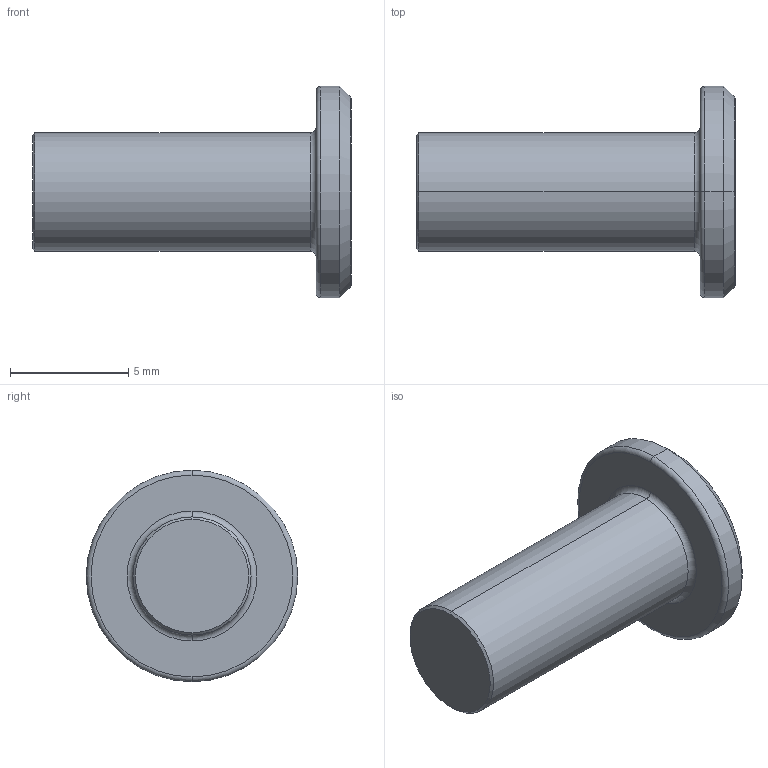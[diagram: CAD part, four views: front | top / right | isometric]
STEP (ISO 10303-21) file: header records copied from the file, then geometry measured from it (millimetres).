
FILE_DESCRIPTION (( 'STEP AP214' ), '1' );
FILE_NAME ('A230 Âèíò ñ ïëîñêîé ãîëîâêîé è âíóòð. øåñòèãðàííèêîì M5õ12.STEP', '2020-10-05T09:20:13', ( 'Windows User' ), ( '' ), 'SwSTEP 2.0', 'SolidWorks 2020', '' );
FILE_SCHEMA (( 'AUTOMOTIVE_DESIGN' ));
Length unit declared in the file: millimetre
Products named in the file (1): A230 Âèíò ñ ïëîñêîé ãîëîâêîé è âíóòð. øåñòèãðàííèêîì M5õ12
Bounding box: 13.5 x 8.95 x 8.95 mm (x, y, z)
Volume: 320.6 mm3; surface area: 350.5 mm2
Topology: 1 solids, 1 shells, 24 faces, 50 edges, 30 vertices
Faces by surface type: plane 10, torus 6, cone 4, cylinder 4
Entity records: 694 total; most frequent: DIRECTION 124, CARTESIAN_POINT 105, ORIENTED_EDGE 100, EDGE_CURVE 50, AXIS2_PLACEMENT_3D 49, VERTEX_POINT 30, EDGE_LOOP 26, VECTOR 26
